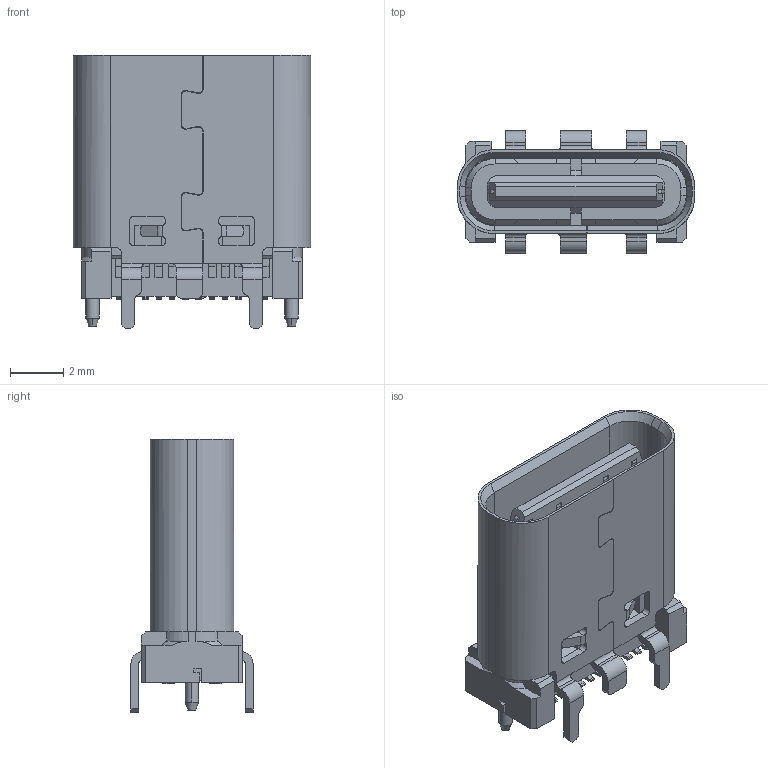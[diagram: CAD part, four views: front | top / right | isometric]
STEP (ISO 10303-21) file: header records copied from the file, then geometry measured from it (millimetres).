
FILE_DESCRIPTION (( 'STEP AP214' ), '1' );
FILE_NAME ('Same_Sky_UJ32-C-V-G-TH-5-P24-TR.step', '2024-11-13T20:08:05', ( '' ), ( '' ), 'SwSTEP 2.0', 'SolidWorks 2024', '' );
FILE_SCHEMA (( 'AUTOMOTIVE_DESIGN' ));
Length unit declared in the file: inch
Products named in the file (1): Same_Sky_UJ32-C-V-G-TH-5-P24-TR
Bounding box: 8.94 x 4.6 x 10.3 mm (x, y, z)
Volume: 147.1 mm3; surface area: 638.1 mm2
Topology: 1 solids, 16 shells, 1466 faces, 4059 edges, 2615 vertices
Faces by surface type: plane 1200, cylinder 229, cone 33, bspline 4
Entity records: 46826 total; most frequent: CARTESIAN_POINT 9606, ORIENTED_EDGE 8118, DIRECTION 7177, EDGE_CURVE 4059, VECTOR 3237, LINE 3237, VERTEX_POINT 2615, AXIS2_PLACEMENT_3D 1970
